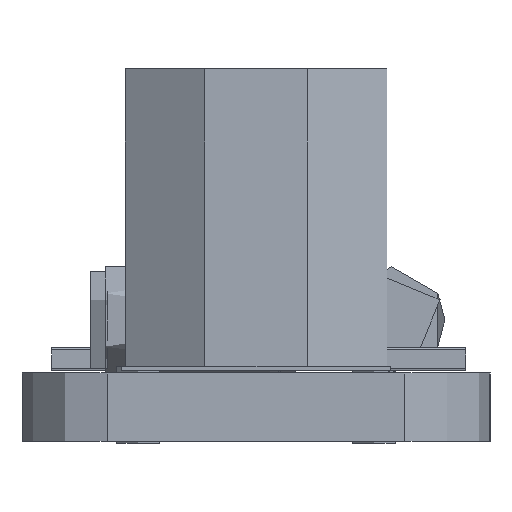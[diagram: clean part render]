
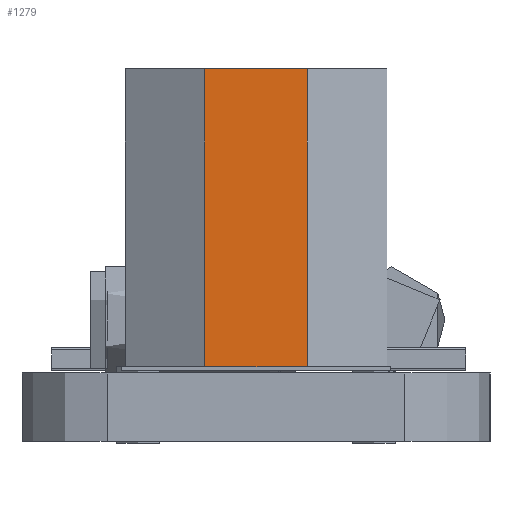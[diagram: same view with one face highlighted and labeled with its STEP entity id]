
A CAD part, left-side view. The second image highlights one B-rep face of the part: STEP entity #1279.
In plain terms, the highlighted face is planar.
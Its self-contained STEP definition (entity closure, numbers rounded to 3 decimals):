
#1251 = VERTEX_POINT('',#1252);
#1252 = CARTESIAN_POINT('',(-1.2,2.165,0.1));
#1261 = VERTEX_POINT('',#1262);
#1262 = CARTESIAN_POINT('',(-1.2,2.165,7.1));
#1269 = EDGE_CURVE('',#1251,#1261,#1270,.T.);
#1270 = LINE('',#1271,#1272);
#1271 = CARTESIAN_POINT('',(-1.2,2.165,0.1));
#1272 = VECTOR('',#1273,1.);
#1273 = DIRECTION('',(0.,0.,1.));
#1279 = ADVANCED_FACE('',(#1280),#1305,.F.);
#1280 = FACE_BOUND('',#1281,.F.);
#1281 = EDGE_LOOP('',(#1282,#1292,#1298,#1299));
#1282 = ORIENTED_EDGE('',*,*,#1283,.T.);
#1283 = EDGE_CURVE('',#1284,#1286,#1288,.T.);
#1284 = VERTEX_POINT('',#1285);
#1285 = CARTESIAN_POINT('',(1.2,2.165,0.1));
#1286 = VERTEX_POINT('',#1287);
#1287 = CARTESIAN_POINT('',(1.2,2.165,7.1));
#1288 = LINE('',#1289,#1290);
#1289 = CARTESIAN_POINT('',(1.2,2.165,0.1));
#1290 = VECTOR('',#1291,1.);
#1291 = DIRECTION('',(0.,0.,1.));
#1292 = ORIENTED_EDGE('',*,*,#1293,.T.);
#1293 = EDGE_CURVE('',#1286,#1261,#1294,.T.);
#1294 = LINE('',#1295,#1296);
#1295 = CARTESIAN_POINT('',(1.2,2.165,7.1));
#1296 = VECTOR('',#1297,1.);
#1297 = DIRECTION('',(-1.,0.,0.));
#1298 = ORIENTED_EDGE('',*,*,#1269,.F.);
#1299 = ORIENTED_EDGE('',*,*,#1300,.F.);
#1300 = EDGE_CURVE('',#1284,#1251,#1301,.T.);
#1301 = LINE('',#1302,#1303);
#1302 = CARTESIAN_POINT('',(1.2,2.165,0.1));
#1303 = VECTOR('',#1304,1.);
#1304 = DIRECTION('',(-1.,0.,0.));
#1305 = PLANE('',#1306);
#1306 = AXIS2_PLACEMENT_3D('',#1307,#1308,#1309);
#1307 = CARTESIAN_POINT('',(1.2,2.165,0.1));
#1308 = DIRECTION('',(0.,-1.,0.));
#1309 = DIRECTION('',(-1.,0.,0.));
